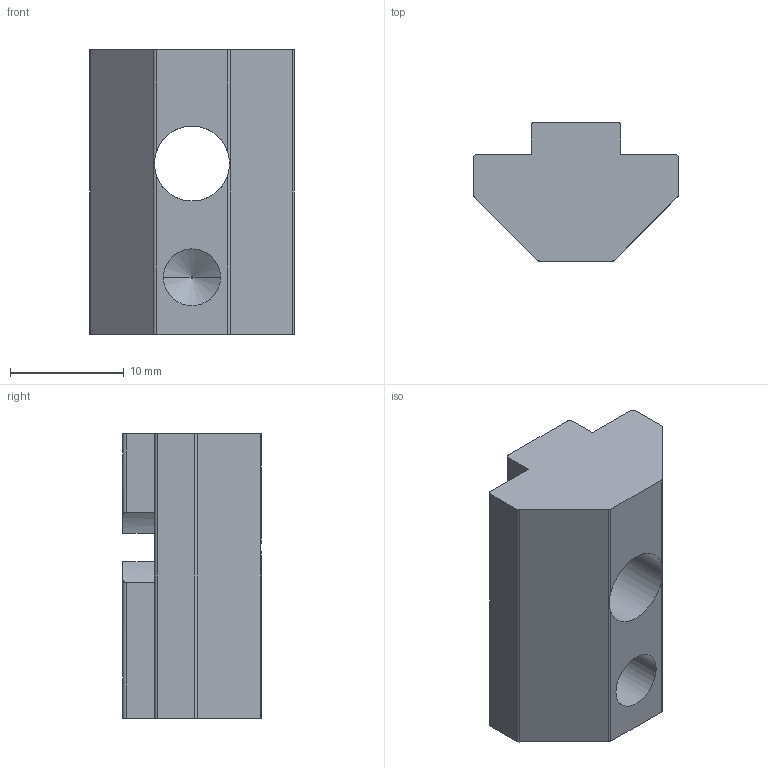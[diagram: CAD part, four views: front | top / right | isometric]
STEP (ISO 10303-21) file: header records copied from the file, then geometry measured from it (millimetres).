
FILE_DESCRIPTION (( 'STEP AP214' ), '1' );
FILE_NAME ('096458.STEP', '2014-08-18T09:49:20', ( '' ), ( '' ), 'SwSTEP 2.0', 'SolidWorks 2014', '' );
FILE_SCHEMA (( 'AUTOMOTIVE_DESIGN' ));
Length unit declared in the file: millimetre
Products named in the file (1): 096458
Bounding box: 18 x 12.2 x 25 mm (x, y, z)
Volume: 3395.8 mm3; surface area: 1902.7 mm2
Topology: 1 solids, 1 shells, 37 faces, 106 edges, 70 vertices
Faces by surface type: cylinder 18, plane 17, cone 2
Entity records: 1292 total; most frequent: CARTESIAN_POINT 262, ORIENTED_EDGE 212, DIRECTION 212, EDGE_CURVE 106, AXIS2_PLACEMENT_3D 76, VERTEX_POINT 70, VECTOR 60, LINE 60
